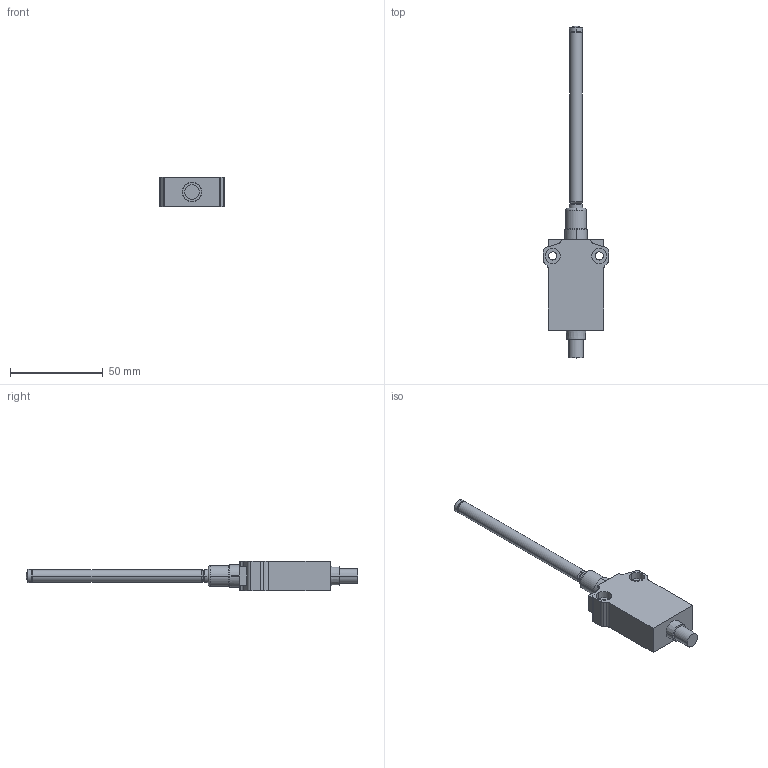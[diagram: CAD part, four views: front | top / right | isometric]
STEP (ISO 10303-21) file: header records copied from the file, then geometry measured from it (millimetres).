
FILE_DESCRIPTION (( 'STEP AP203' ), '1' );
FILE_NAME ('AEM2G93Z11-3_Default.step', '2022-04-01T15:33:13', ( 'Windows User' ), ( '' ), 'SwSTEP 2.0', 'SolidWorks 2021', '' );
FILE_SCHEMA (( 'CONFIG_CONTROL_DESIGN' ));
Length unit declared in the file: inch
Products named in the file (1): AEM2G93Z11-3_Default
Bounding box: 35 x 178.6 x 16 mm (x, y, z)
Volume: 28985.8 mm3; surface area: 10043.4 mm2
Topology: 3 solids, 3 shells, 121 faces, 299 edges, 195 vertices
Faces by surface type: plane 52, cylinder 50, cone 13, torus 6
Full cylindrical faces by diameter (mm): 3 x2
Entity records: 4002 total; most frequent: CARTESIAN_POINT 950, DIRECTION 663, ORIENTED_EDGE 590, EDGE_CURVE 295, AXIS2_PLACEMENT_3D 258, VERTEX_POINT 195, VECTOR 147, LINE 147
